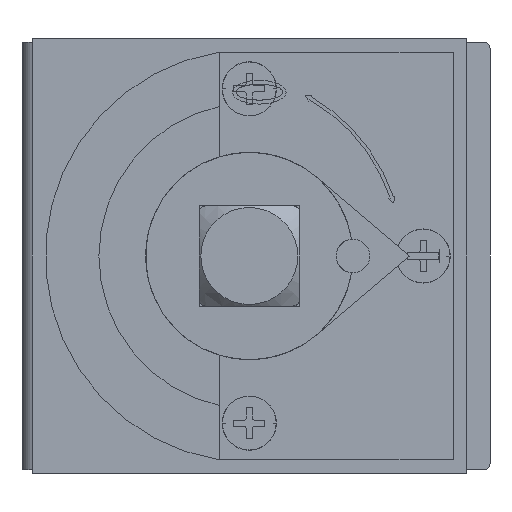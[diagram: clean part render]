
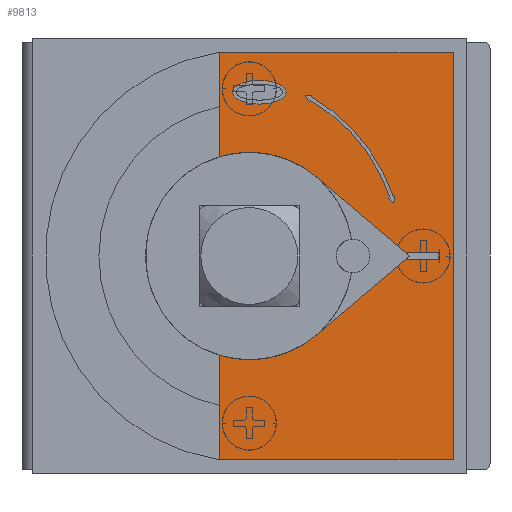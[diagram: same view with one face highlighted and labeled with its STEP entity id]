
A CAD part, front view. The second image highlights one B-rep face of the part: STEP entity #9813.
In plain terms, the highlighted face is planar.
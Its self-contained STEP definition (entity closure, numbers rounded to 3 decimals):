
#9173=DIRECTION('',(0.,1.,0.));
#9174=VECTOR('',#9173,35.);
#9175=CARTESIAN_POINT('',(30.5,0.,0.5));
#9176=LINE('',#9175,#9174);
#9177=DIRECTION('',(1.,0.,0.));
#9178=VECTOR('',#9177,18.);
#9179=CARTESIAN_POINT('',(12.5,0.,0.5));
#9180=LINE('',#9179,#9178);
#9181=CARTESIAN_POINT('',(0.,0.,0.5));
#9182=DIRECTION('',(0.,0.,-1.));
#9183=DIRECTION('',(-1.,0.,0.));
#9184=AXIS2_PLACEMENT_3D('',#9181,#9182,#9183);
#9186=DIRECTION('',(1.,0.,0.));
#9187=VECTOR('',#9186,18.);
#9188=CARTESIAN_POINT('',(-30.5,0.,0.5));
#9189=LINE('',#9188,#9187);
#9190=DIRECTION('',(0.,-1.,0.));
#9191=VECTOR('',#9190,35.);
#9192=CARTESIAN_POINT('',(-30.5,35.,0.5));
#9193=LINE('',#9192,#9191);
#9194=DIRECTION('',(-1.,0.,0.));
#9195=VECTOR('',#9194,61.);
#9196=CARTESIAN_POINT('',(30.5,35.,0.5));
#9197=LINE('',#9196,#9195);
#9198=CARTESIAN_POINT('',(-22.72,6.,0.5));
#9199=CARTESIAN_POINT('',(-22.72,6.471,0.5));
#9200=CARTESIAN_POINT('',(-22.796,7.49,0.5));
#9201=CARTESIAN_POINT('',(-23.204,8.913,0.5));
#9202=CARTESIAN_POINT('',(-23.731,9.676,0.5));
#9203=CARTESIAN_POINT('',(-24.179,9.958,0.5));
#9204=CARTESIAN_POINT('',(-24.5,10.021,0.5));
#9205=CARTESIAN_POINT('',(-24.821,9.958,0.5));
#9206=CARTESIAN_POINT('',(-25.269,9.676,0.5));
#9207=CARTESIAN_POINT('',(-25.796,8.913,0.5));
#9208=CARTESIAN_POINT('',(-26.204,7.49,0.5));
#9209=CARTESIAN_POINT('',(-26.28,6.471,0.5));
#9210=CARTESIAN_POINT('',(-26.28,6.,0.5));
#9212=CARTESIAN_POINT('',(-26.28,6.,0.5));
#9213=CARTESIAN_POINT('',(-26.28,5.529,0.5));
#9214=CARTESIAN_POINT('',(-26.204,4.51,0.5));
#9215=CARTESIAN_POINT('',(-25.796,3.087,0.5));
#9216=CARTESIAN_POINT('',(-25.269,2.324,0.5));
#9217=CARTESIAN_POINT('',(-24.821,2.042,0.5));
#9218=CARTESIAN_POINT('',(-24.5,1.979,0.5));
#9219=CARTESIAN_POINT('',(-24.179,2.042,0.5));
#9220=CARTESIAN_POINT('',(-23.731,2.324,0.5));
#9221=CARTESIAN_POINT('',(-23.204,3.087,0.5));
#9222=CARTESIAN_POINT('',(-22.796,4.51,0.5));
#9223=CARTESIAN_POINT('',(-22.72,5.529,0.5));
#9224=CARTESIAN_POINT('',(-22.72,6.,0.5));
#9250=CARTESIAN_POINT('',(-1.,32.5,0.5));
#9251=DIRECTION('',(0.,0.,1.));
#9252=DIRECTION('',(1.,0.,0.));
#9253=AXIS2_PLACEMENT_3D('',#9250,#9251,#9252);
#9255=DIRECTION('',(0.,-1.,0.));
#9256=VECTOR('',#9255,7.);
#9257=CARTESIAN_POINT('',(-0.5,32.5,0.5));
#9258=LINE('',#9257,#9256);
#9259=CARTESIAN_POINT('',(-1.,25.5,0.5));
#9260=DIRECTION('',(0.,0.,1.));
#9261=DIRECTION('',(0.,-1.,0.));
#9262=AXIS2_PLACEMENT_3D('',#9259,#9260,#9261);
#9264=DIRECTION('',(1.,0.,0.));
#9265=VECTOR('',#9264,2.);
#9266=CARTESIAN_POINT('',(-1.,25.,0.5));
#9267=LINE('',#9266,#9265);
#9268=CARTESIAN_POINT('',(1.,25.5,0.5));
#9269=DIRECTION('',(0.,0.,1.));
#9270=DIRECTION('',(-1.,0.,0.));
#9271=AXIS2_PLACEMENT_3D('',#9268,#9269,#9270);
#9273=DIRECTION('',(0.,1.,0.));
#9274=VECTOR('',#9273,7.);
#9275=CARTESIAN_POINT('',(0.5,25.5,0.5));
#9276=LINE('',#9275,#9274);
#9277=CARTESIAN_POINT('',(1.,32.5,0.5));
#9278=DIRECTION('',(0.,0.,1.));
#9279=DIRECTION('',(0.,1.,0.));
#9280=AXIS2_PLACEMENT_3D('',#9277,#9278,#9279);
#9282=DIRECTION('',(-1.,0.,0.));
#9283=VECTOR('',#9282,2.);
#9284=CARTESIAN_POINT('',(1.,33.,0.5));
#9285=LINE('',#9284,#9283);
#9286=DIRECTION('',(0.866,0.5,0.));
#9287=VECTOR('',#9286,1.);
#9288=CARTESIAN_POINT('',(-24.032,12.875,0.5));
#9289=LINE('',#9288,#9287);
#9290=DIRECTION('',(-0.866,0.5,0.));
#9291=VECTOR('',#9290,0.25);
#9292=CARTESIAN_POINT('',(-23.166,13.375,0.5));
#9293=LINE('',#9292,#9291);
#9294=CARTESIAN_POINT('',(0.,0.,0.5));
#9295=DIRECTION('',(0.,0.,1.));
#9296=DIRECTION('',(-0.321,0.947,0.));
#9297=AXIS2_PLACEMENT_3D('',#9294,#9295,#9296);
#9299=DIRECTION('',(0.321,-0.947,0.));
#9300=VECTOR('',#9299,0.25);
#9301=CARTESIAN_POINT('',(-8.672,25.569,0.5));
#9302=LINE('',#9301,#9300);
#9303=DIRECTION('',(0.66,0.752,0.));
#9304=VECTOR('',#9303,1.);
#9305=CARTESIAN_POINT('',(-8.592,25.333,0.5));
#9306=LINE('',#9305,#9304);
#9307=DIRECTION('',(-0.981,0.195,0.));
#9308=VECTOR('',#9307,1.);
#9309=CARTESIAN_POINT('',(-7.932,26.084,0.5));
#9310=LINE('',#9309,#9308);
#9311=DIRECTION('',(0.321,-0.947,0.));
#9312=VECTOR('',#9311,0.25);
#9313=CARTESIAN_POINT('',(-8.913,26.28,0.5));
#9314=LINE('',#9313,#9312);
#9315=CARTESIAN_POINT('',(0.,0.,0.5));
#9316=DIRECTION('',(0.,0.,1.));
#9317=DIRECTION('',(-0.321,0.947,0.));
#9318=AXIS2_PLACEMENT_3D('',#9315,#9316,#9317);
#9320=DIRECTION('',(-0.866,0.5,0.));
#9321=VECTOR('',#9320,0.25);
#9322=CARTESIAN_POINT('',(-23.816,13.75,0.5));
#9323=LINE('',#9322,#9321);
#9324=DIRECTION('',(0.,-1.,0.));
#9325=VECTOR('',#9324,1.);
#9326=CARTESIAN_POINT('',(-24.032,13.875,0.5));
#9327=LINE('',#9326,#9325);
#9558=CARTESIAN_POINT('',(30.5,0.,0.5));
#9559=CARTESIAN_POINT('',(30.5,35.,0.5));
#9560=VERTEX_POINT('',#9558);
#9561=VERTEX_POINT('',#9559);
#9562=CARTESIAN_POINT('',(-30.5,35.,0.5));
#9563=VERTEX_POINT('',#9562);
#9564=CARTESIAN_POINT('',(-30.5,0.,0.5));
#9565=VERTEX_POINT('',#9564);
#9566=CARTESIAN_POINT('',(-12.5,0.,0.5));
#9567=VERTEX_POINT('',#9566);
#9568=CARTESIAN_POINT('',(12.5,0.,0.5));
#9569=VERTEX_POINT('',#9568);
#9600=VERTEX_POINT('',#9198);
#9601=VERTEX_POINT('',#9210);
#9604=CARTESIAN_POINT('',(-0.5,32.5,0.5));
#9605=CARTESIAN_POINT('',(-1.,33.,0.5));
#9606=VERTEX_POINT('',#9604);
#9607=VERTEX_POINT('',#9605);
#9608=CARTESIAN_POINT('',(-0.5,25.5,0.5));
#9609=VERTEX_POINT('',#9608);
#9610=CARTESIAN_POINT('',(-1.,25.,0.5));
#9611=VERTEX_POINT('',#9610);
#9612=CARTESIAN_POINT('',(1.,25.,0.5));
#9613=VERTEX_POINT('',#9612);
#9614=CARTESIAN_POINT('',(0.5,25.5,0.5));
#9615=VERTEX_POINT('',#9614);
#9616=CARTESIAN_POINT('',(0.5,32.5,0.5));
#9617=VERTEX_POINT('',#9616);
#9618=CARTESIAN_POINT('',(1.,33.,0.5));
#9619=VERTEX_POINT('',#9618);
#9620=CARTESIAN_POINT('',(-24.032,12.875,0.5));
#9621=CARTESIAN_POINT('',(-23.166,13.375,0.5));
#9622=VERTEX_POINT('',#9620);
#9623=VERTEX_POINT('',#9621);
#9624=CARTESIAN_POINT('',(-23.383,13.5,0.5));
#9625=VERTEX_POINT('',#9624);
#9626=CARTESIAN_POINT('',(-23.816,13.75,0.5));
#9627=CARTESIAN_POINT('',(-24.032,13.875,0.5));
#9628=VERTEX_POINT('',#9626);
#9629=VERTEX_POINT('',#9627);
#9640=CARTESIAN_POINT('',(-8.672,25.569,0.5));
#9641=VERTEX_POINT('',#9640);
#9642=CARTESIAN_POINT('',(-8.592,25.333,0.5));
#9643=VERTEX_POINT('',#9642);
#9644=CARTESIAN_POINT('',(-7.932,26.084,0.5));
#9645=VERTEX_POINT('',#9644);
#9646=CARTESIAN_POINT('',(-8.913,26.28,0.5));
#9647=VERTEX_POINT('',#9646);
#9648=CARTESIAN_POINT('',(-8.833,26.043,0.5));
#9649=VERTEX_POINT('',#9648);
#9754=CARTESIAN_POINT('',(0.,0.,0.5));
#9755=DIRECTION('',(0.,0.,1.));
#9756=DIRECTION('',(1.,0.,0.));
#9757=AXIS2_PLACEMENT_3D('',#9754,#9755,#9756);
#9758=PLANE('',#9757);
#9759=ORIENTED_EDGE('',*,*,#9678,.F.);
#9760=ORIENTED_EDGE('',*,*,#9693,.F.);
#9761=ORIENTED_EDGE('',*,*,#9707,.F.);
#9762=ORIENTED_EDGE('',*,*,#9721,.F.);
#9763=ORIENTED_EDGE('',*,*,#9735,.F.);
#9764=ORIENTED_EDGE('',*,*,#9748,.F.);
#9765=EDGE_LOOP('',(#9759,#9760,#9761,#9762,#9763,#9764));
#9766=FACE_OUTER_BOUND('',#9765,.F.);
#9768=ORIENTED_EDGE('',*,*,#9767,.T.);
#9770=ORIENTED_EDGE('',*,*,#9769,.T.);
#9771=EDGE_LOOP('',(#9768,#9770));
#9772=FACE_BOUND('',#9771,.F.);
#9774=ORIENTED_EDGE('',*,*,#9773,.F.);
#9776=ORIENTED_EDGE('',*,*,#9775,.T.);
#9778=ORIENTED_EDGE('',*,*,#9777,.F.);
#9780=ORIENTED_EDGE('',*,*,#9779,.T.);
#9782=ORIENTED_EDGE('',*,*,#9781,.F.);
#9784=ORIENTED_EDGE('',*,*,#9783,.T.);
#9786=ORIENTED_EDGE('',*,*,#9785,.F.);
#9788=ORIENTED_EDGE('',*,*,#9787,.T.);
#9789=EDGE_LOOP('',(#9774,#9776,#9778,#9780,#9782,#9784,#9786,#9788));
#9790=FACE_BOUND('',#9789,.F.);
#9792=ORIENTED_EDGE('',*,*,#9791,.T.);
#9794=ORIENTED_EDGE('',*,*,#9793,.T.);
#9796=ORIENTED_EDGE('',*,*,#9795,.F.);
#9798=ORIENTED_EDGE('',*,*,#9797,.T.);
#9800=ORIENTED_EDGE('',*,*,#9799,.T.);
#9802=ORIENTED_EDGE('',*,*,#9801,.T.);
#9804=ORIENTED_EDGE('',*,*,#9803,.T.);
#9806=ORIENTED_EDGE('',*,*,#9805,.T.);
#9808=ORIENTED_EDGE('',*,*,#9807,.T.);
#9810=ORIENTED_EDGE('',*,*,#9809,.T.);
#9811=EDGE_LOOP('',(#9792,#9794,#9796,#9798,#9800,#9802,#9804,#9806,#9808,
#9810));
#9812=FACE_BOUND('',#9811,.F.);
#9813=ADVANCED_FACE('',(#9766,#9772,#9790,#9812),#9758,.T.);
#9185=CIRCLE('',#9184,12.5);
#9211=B_SPLINE_CURVE_WITH_KNOTS('',3,(#9198,#9199,#9200,#9201,#9202,#9203,#9204,
#9205,#9206,#9207,#9208,#9209,#9210),.UNSPECIFIED.,.F.,.F.,(4,1,1,1,1,1,1,1,1,1,
4),(0.,0.125,0.25,0.375,0.438,0.5,0.563,0.625,0.75,0.875,
1.),.UNSPECIFIED.);
#9225=B_SPLINE_CURVE_WITH_KNOTS('',3,(#9212,#9213,#9214,#9215,#9216,#9217,#9218,
#9219,#9220,#9221,#9222,#9223,#9224),.UNSPECIFIED.,.F.,.F.,(4,1,1,1,1,1,1,1,1,1,
4),(0.,0.125,0.25,0.375,0.438,0.5,0.563,0.625,0.75,0.875,
1.),.UNSPECIFIED.);
#9254=CIRCLE('',#9253,0.5);
#9263=CIRCLE('',#9262,0.5);
#9272=CIRCLE('',#9271,0.5);
#9281=CIRCLE('',#9280,0.5);
#9298=CIRCLE('',#9297,27.);
#9319=CIRCLE('',#9318,27.5);
#9678=EDGE_CURVE('',#9560,#9561,#9176,.T.);
#9693=EDGE_CURVE('',#9569,#9560,#9180,.T.);
#9707=EDGE_CURVE('',#9567,#9569,#9185,.T.);
#9721=EDGE_CURVE('',#9565,#9567,#9189,.T.);
#9735=EDGE_CURVE('',#9563,#9565,#9193,.T.);
#9748=EDGE_CURVE('',#9561,#9563,#9197,.T.);
#9767=EDGE_CURVE('',#9600,#9601,#9211,.T.);
#9769=EDGE_CURVE('',#9601,#9600,#9225,.T.);
#9773=EDGE_CURVE('',#9606,#9607,#9254,.T.);
#9775=EDGE_CURVE('',#9606,#9609,#9258,.T.);
#9777=EDGE_CURVE('',#9611,#9609,#9263,.T.);
#9779=EDGE_CURVE('',#9611,#9613,#9267,.T.);
#9781=EDGE_CURVE('',#9615,#9613,#9272,.T.);
#9783=EDGE_CURVE('',#9615,#9617,#9276,.T.);
#9785=EDGE_CURVE('',#9619,#9617,#9281,.T.);
#9787=EDGE_CURVE('',#9619,#9607,#9285,.T.);
#9791=EDGE_CURVE('',#9622,#9623,#9289,.T.);
#9793=EDGE_CURVE('',#9623,#9625,#9293,.T.);
#9795=EDGE_CURVE('',#9641,#9625,#9298,.T.);
#9797=EDGE_CURVE('',#9641,#9643,#9302,.T.);
#9799=EDGE_CURVE('',#9643,#9645,#9306,.T.);
#9801=EDGE_CURVE('',#9645,#9647,#9310,.T.);
#9803=EDGE_CURVE('',#9647,#9649,#9314,.T.);
#9805=EDGE_CURVE('',#9649,#9628,#9319,.T.);
#9807=EDGE_CURVE('',#9628,#9629,#9323,.T.);
#9809=EDGE_CURVE('',#9629,#9622,#9327,.T.);
